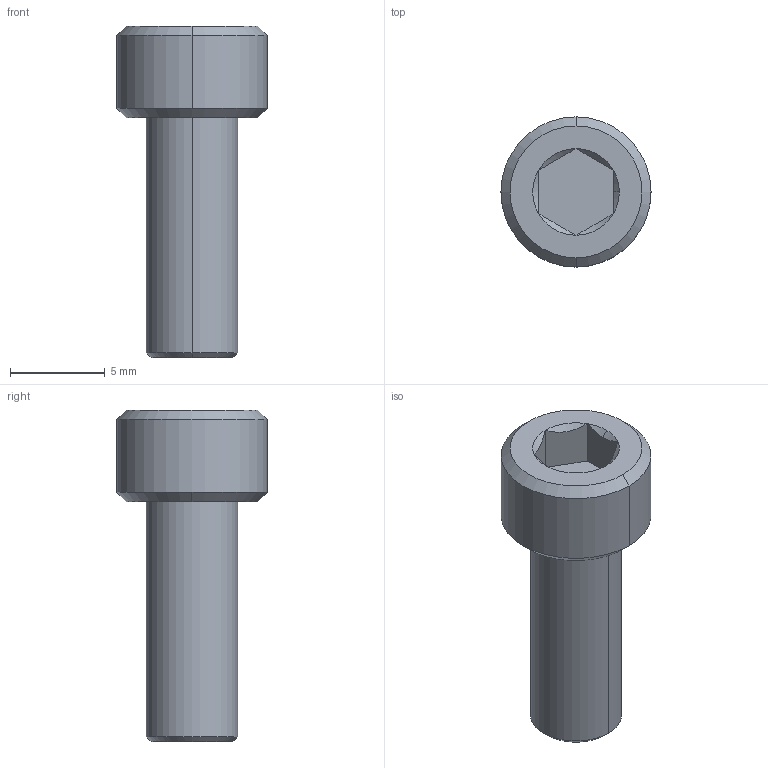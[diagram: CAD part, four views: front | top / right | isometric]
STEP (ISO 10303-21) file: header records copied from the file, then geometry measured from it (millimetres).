
FILE_DESCRIPTION (( 'STEP AP203' ), '1' );
FILE_NAME ('162995.step', '2023-01-11T15:40:36', ( '' ), ( '' ), 'SwSTEP 2.0', 'SolidWorks 2021', '' );
FILE_SCHEMA (( 'CONFIG_CONTROL_DESIGN' ));
Length unit declared in the file: inch
Products named in the file (1): 162995
Bounding box: 7.94 x 7.94 x 17.53 mm (x, y, z)
Volume: 431.8 mm3; surface area: 426.4 mm2
Topology: 1 solids, 1 shells, 27 faces, 53 edges, 30 vertices
Faces by surface type: cone 13, plane 10, cylinder 4
Entity records: 812 total; most frequent: CARTESIAN_POINT 176, DIRECTION 125, ORIENTED_EDGE 106, EDGE_CURVE 53, AXIS2_PLACEMENT_3D 51, VERTEX_POINT 30, EDGE_LOOP 29, ADVANCED_FACE 27
